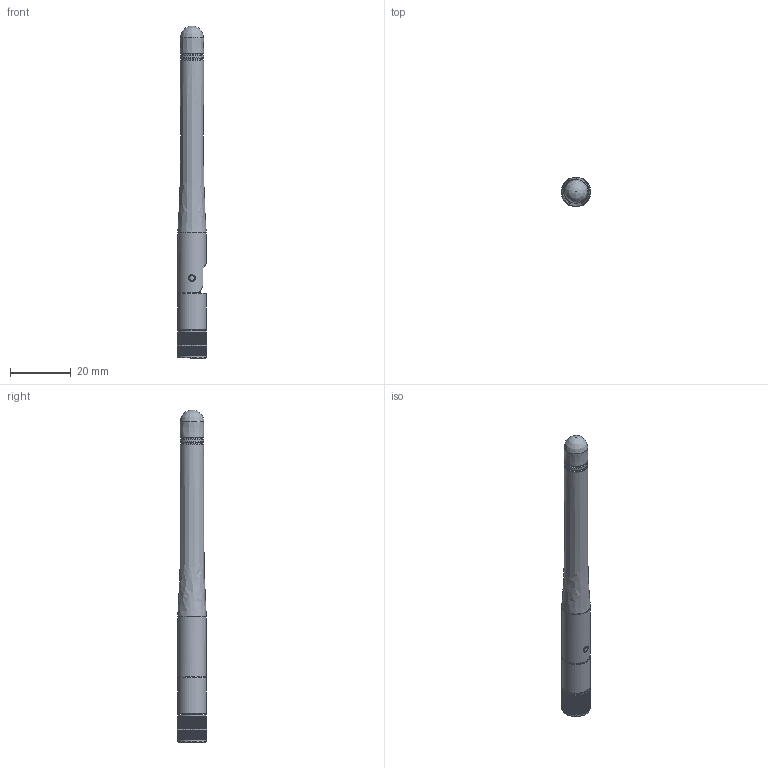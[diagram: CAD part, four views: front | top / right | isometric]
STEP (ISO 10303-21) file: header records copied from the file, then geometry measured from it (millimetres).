
FILE_DESCRIPTION(/* description */ (''),/* implementation_level */ '2;1');
FILE_NAME(/* name */ 'Antena 3 dBi 5.8 GHz v3.step',/* time_stamp */ '2018-05-18T22:25:39+02:00',/* author */ (''),/* organization */ (''),/* preprocessor_version */ 'ST-DEVELOPER v17',/* originating_system */ 'Autodesk Translation Framework v7.1.0.215',/* authorisation */ '');
FILE_SCHEMA (('AUTOMOTIVE_DESIGN { 1 0 10303 214 3 1 1 }'));
Length unit declared in the file: millimetre
Products named in the file (5): Antena 3 dBi 5.8 GHz; Sma; Antena-1; Antena-2; Antena-stick
Assembly tree (5 placements, depth 2):
  Antena 3 dBi 5.8 GHz
    Sma
    Antena-1
    Antena-2  x2
    Antena-stick
Bounding box: 9.8 x 9.82 x 109.3 mm (x, y, z)
Volume: 5969 mm3; surface area: 3961 mm2
Topology: 5 solids, 5 shells, 482 faces, 1302 edges, 827 vertices
Faces by surface type: cylinder 270, plane 141, bspline 38, torus 30, sphere 2, cone 1
Full cylindrical faces by diameter (mm): 1 x1, 1.9 x1, 2 x6, 5 x1, 5.529 x4, 6 x2, 6.092 x5, 7.003 x1, 7.01 x1, 8.44 x1, 8.45 x1, 9.25 x2, 9.4 x1, 9.5 x1
Entity records: 17710 total; most frequent: CARTESIAN_POINT 5318, DIRECTION 2669, ORIENTED_EDGE 2556, EDGE_CURVE 1278, AXIS2_PLACEMENT_3D 1027, VERTEX_POINT 822, LINE 615, VECTOR 615
